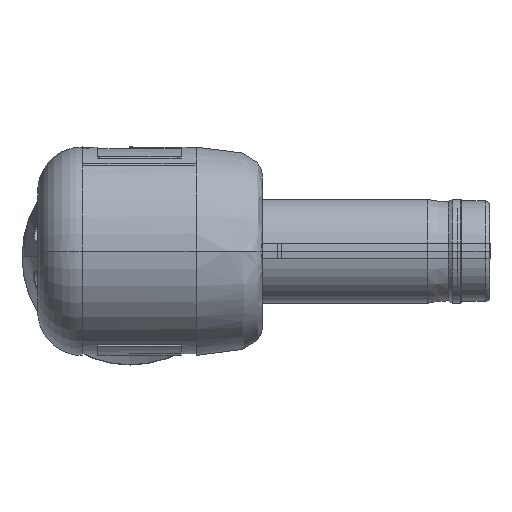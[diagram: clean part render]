
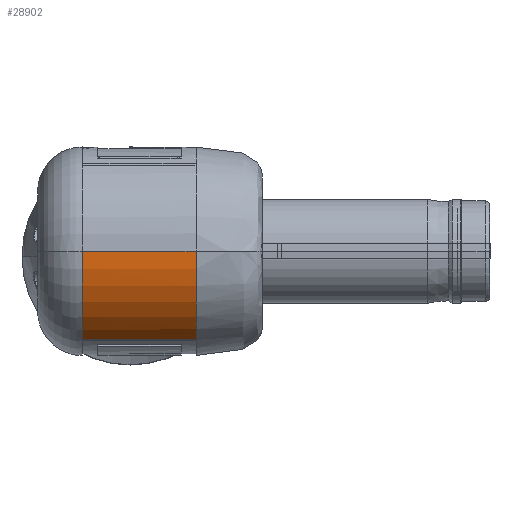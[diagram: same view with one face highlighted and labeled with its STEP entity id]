
A CAD part, top view. The second image highlights one B-rep face of the part: STEP entity #28902.
In plain terms, the highlighted cylindrical face has radius 5.5 mm (diameter 11 mm), a partial arc.
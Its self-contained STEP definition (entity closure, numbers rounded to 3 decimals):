
#63 = CARTESIAN_POINT ( 'NONE',  ( 0.983, -3.191, 1.992 ) ) ;
#348 = CARTESIAN_POINT ( 'NONE',  ( 0.774, -3.466, 1.463 ) ) ;
#416 = CARTESIAN_POINT ( 'NONE',  ( 1.25, -2.773, -2.524 ) ) ;
#589 = CARTESIAN_POINT ( 'NONE',  ( 0.682, -3.573, 1.179 ) ) ;
#1017 = CARTESIAN_POINT ( 'NONE',  ( 0.586, -3.682, 0.728 ) ) ;
#1160 = CARTESIAN_POINT ( 'NONE',  ( 0.561, -3.709, 0.573 ) ) ;
#1316 = CARTESIAN_POINT ( 'NONE',  ( 0.529, -3.744, 0.263 ) ) ;
#1421 = CARTESIAN_POINT ( 'NONE',  ( 0.522, -3.752, 0.107 ) ) ;
#1636 = DIRECTION ( 'NONE',  ( -1., 0., 0. ) ) ;
#1648 = CARTESIAN_POINT ( 'NONE',  ( 0.526, -3.748, -0.208 ) ) ;
#1763 = CARTESIAN_POINT ( 'NONE',  ( 0.537, -3.735, -0.368 ) ) ;
#2051 = CARTESIAN_POINT ( 'NONE',  ( -0.647, -4.702, 3.476 ) ) ;
#2224 = CARTESIAN_POINT ( 'NONE',  ( -6.353, -4.702, 3.476 ) ) ;
#2319 = CARTESIAN_POINT ( 'NONE',  ( 0.577, -3.692, -0.676 ) ) ;
#2720 = CARTESIAN_POINT ( 'NONE',  ( 0.675, -3.581, -1.124 ) ) ;
#2829 = CARTESIAN_POINT ( 'NONE',  ( 0.809, -3.419, -1.548 ) ) ;
#2860 = CARTESIAN_POINT ( 'NONE',  ( 0.717, -3.532, -1.27 ) ) ;
#3108 = B_SPLINE_CURVE_WITH_KNOTS ( 'NONE', 3,
 ( #7552, #4999, #4777, #4154, #4229, #3993, #2829, #2860, #2720, #3678, #2319, #1763, #1648, #1421, #1316, #1160, #1017, #589, #348, #63, #32062, #32033, #31956, #31929, #31855, #31827, #31750, #31725 ),
 .UNSPECIFIED., .F., .F.,
 ( 4, 2, 2, 2, 2, 2, 2, 2, 2, 2, 2, 2, 2, 4 ),
 ( 0.003, 0.004, 0.004, 0.005, 0.005, 0.006, 0.006, 0.006, 0.007, 0.008, 0.009, 0.01, 0.01, 0.011 ),
 .UNSPECIFIED. ) ;
#3483 = VECTOR ( 'NONE', #27435, 1000. ) ;
#3678 = CARTESIAN_POINT ( 'NONE',  ( 0.605, -3.661, -0.827 ) ) ;
#3993 = CARTESIAN_POINT ( 'NONE',  ( 0.859, -3.355, -1.682 ) ) ;
#4058 = CARTESIAN_POINT ( 'NONE',  ( 1.82, -1.397, 3.48 ) ) ;
#4154 = CARTESIAN_POINT ( 'NONE',  ( 1.02, -3.135, -2.063 ) ) ;
#4229 = CARTESIAN_POINT ( 'NONE',  ( 0.965, -3.213, -1.939 ) ) ;
#4777 = CARTESIAN_POINT ( 'NONE',  ( 1.134, -2.965, -2.301 ) ) ;
#4999 = CARTESIAN_POINT ( 'NONE',  ( 1.192, -2.872, -2.416 ) ) ;
#6187 = AXIS2_PLACEMENT_3D ( 'NONE', #16854, #24104, #1636 ) ;
#6899 = DIRECTION ( 'NONE',  ( 0., 0., 1. ) ) ;
#7134 = CARTESIAN_POINT ( 'NONE',  ( -6.353, -4.702, -2.524 ) ) ;
#7314 = EDGE_CURVE ( 'NONE', #23475, #19022, #14279, .T. ) ;
#7461 = EDGE_CURVE ( 'NONE', #12099, #19022, #13455, .T. ) ;
#7552 = CARTESIAN_POINT ( 'NONE',  ( 1.25, -2.773, -2.524 ) ) ;
#7661 = AXIS2_PLACEMENT_3D ( 'NONE', #13803, #17240, #13608 ) ;
#7770 = EDGE_CURVE ( 'NONE', #12099, #18735, #11571, .T. ) ;
#7877 = AXIS2_PLACEMENT_3D ( 'NONE', #24390, #24580, #24328 ) ;
#8028 = EDGE_CURVE ( 'NONE', #29012, #18735, #9602, .T. ) ;
#8080 = EDGE_CURVE ( 'NONE', #13160, #25961, #9395, .T. ) ;
#8126 = EDGE_CURVE ( 'NONE', #13160, #29790, #3108, .T. ) ;
#8832 = EDGE_LOOP ( 'NONE', ( #10509, #17746, #31115, #24970, #25400, #28558, #20638, #25252 ) ) ;
#9395 = CIRCLE ( 'NONE', #7661, 5.5 ) ;
#9534 = EDGE_CURVE ( 'NONE', #29790, #23475, #12884, .T. ) ;
#9602 = CIRCLE ( 'NONE', #7877, 5.5 ) ;
#10509 = ORIENTED_EDGE ( 'NONE', *, *, #9534, .T. ) ;
#11571 = LINE ( 'NONE', #7134, #30352 ) ;
#11580 = AXIS2_PLACEMENT_3D ( 'NONE', #17356, #17142, #17082 ) ;
#12099 = VERTEX_POINT ( 'NONE', #21575 ) ;
#12884 = CIRCLE ( 'NONE', #25151, 5.5 ) ;
#13160 = VERTEX_POINT ( 'NONE', #416 ) ;
#13455 = CIRCLE ( 'NONE', #11580, 5.5 ) ;
#13491 = VECTOR ( 'NONE', #22475, 1000. ) ;
#13608 = DIRECTION ( 'NONE',  ( -1., 0., 0. ) ) ;
#13803 = CARTESIAN_POINT ( 'NONE',  ( -3.5, 0., -2.524 ) ) ;
#14279 = LINE ( 'NONE', #22859, #13491 ) ;
#14805 = CARTESIAN_POINT ( 'NONE',  ( -0.647, -4.702, -2.524 ) ) ;
#15572 = CYLINDRICAL_SURFACE ( 'NONE', #6187, 5.5 ) ;
#16088 = FACE_OUTER_BOUND ( 'NONE', #8832, .T. ) ;
#16854 = CARTESIAN_POINT ( 'NONE',  ( -3.5, 0., -2.524 ) ) ;
#17082 = DIRECTION ( 'NONE',  ( -1., 0., 0. ) ) ;
#17142 = DIRECTION ( 'NONE',  ( 0., 0., -1. ) ) ;
#17240 = DIRECTION ( 'NONE',  ( 0., 0., -1. ) ) ;
#17356 = CARTESIAN_POINT ( 'NONE',  ( -3.5, 0., -2.524 ) ) ;
#17711 = CARTESIAN_POINT ( 'NONE',  ( -9., 0., 3.48 ) ) ;
#17746 = ORIENTED_EDGE ( 'NONE', *, *, #7314, .T. ) ;
#18049 = CARTESIAN_POINT ( 'NONE',  ( -0.647, -4.702, 3.476 ) ) ;
#18735 = VERTEX_POINT ( 'NONE', #2224 ) ;
#19022 = VERTEX_POINT ( 'NONE', #25707 ) ;
#20638 = ORIENTED_EDGE ( 'NONE', *, *, #8080, .F. ) ;
#21575 = CARTESIAN_POINT ( 'NONE',  ( -6.353, -4.702, -2.524 ) ) ;
#22475 = DIRECTION ( 'NONE',  ( 0., 0., -1. ) ) ;
#22764 = LINE ( 'NONE', #18049, #3483 ) ;
#22859 = CARTESIAN_POINT ( 'NONE',  ( -9., 0., -2.524 ) ) ;
#23475 = VERTEX_POINT ( 'NONE', #17711 ) ;
#24104 = DIRECTION ( 'NONE',  ( 0., 0., -1. ) ) ;
#24328 = DIRECTION ( 'NONE',  ( -0.519, -0.855, 0. ) ) ;
#24390 = CARTESIAN_POINT ( 'NONE',  ( -3.5, 0., 3.476 ) ) ;
#24580 = DIRECTION ( 'NONE',  ( 0., 0., -1. ) ) ;
#24970 = ORIENTED_EDGE ( 'NONE', *, *, #7770, .T. ) ;
#25151 = AXIS2_PLACEMENT_3D ( 'NONE', #28195, #28166, #28121 ) ;
#25252 = ORIENTED_EDGE ( 'NONE', *, *, #8126, .T. ) ;
#25400 = ORIENTED_EDGE ( 'NONE', *, *, #8028, .F. ) ;
#25707 = CARTESIAN_POINT ( 'NONE',  ( -9., 0., -2.524 ) ) ;
#25961 = VERTEX_POINT ( 'NONE', #14805 ) ;
#27435 = DIRECTION ( 'NONE',  ( 0., 0., -1. ) ) ;
#28121 = DIRECTION ( 'NONE',  ( -1., 0., 0. ) ) ;
#28166 = DIRECTION ( 'NONE',  ( 0., 0., -1. ) ) ;
#28195 = CARTESIAN_POINT ( 'NONE',  ( -3.5, 0., 3.48 ) ) ;
#28558 = ORIENTED_EDGE ( 'NONE', *, *, #32064, .T. ) ;
#28902 = ADVANCED_FACE ( 'NONE', ( #16088 ), #15572, .T. ) ;
#29012 = VERTEX_POINT ( 'NONE', #2051 ) ;
#29790 = VERTEX_POINT ( 'NONE', #4058 ) ;
#30352 = VECTOR ( 'NONE', #6899, 1000. ) ;
#31115 = ORIENTED_EDGE ( 'NONE', *, *, #7461, .F. ) ;
#31725 = CARTESIAN_POINT ( 'NONE',  ( 1.82, -1.397, 3.48 ) ) ;
#31750 = CARTESIAN_POINT ( 'NONE',  ( 1.782, -1.54, 3.423 ) ) ;
#31827 = CARTESIAN_POINT ( 'NONE',  ( 1.74, -1.678, 3.357 ) ) ;
#31855 = CARTESIAN_POINT ( 'NONE',  ( 1.648, -1.941, 3.212 ) ) ;
#31929 = CARTESIAN_POINT ( 'NONE',  ( 1.599, -2.066, 3.133 ) ) ;
#31956 = CARTESIAN_POINT ( 'NONE',  ( 1.443, -2.425, 2.875 ) ) ;
#32033 = CARTESIAN_POINT ( 'NONE',  ( 1.328, -2.645, 2.675 ) ) ;
#32062 = CARTESIAN_POINT ( 'NONE',  ( 1.098, -3.027, 2.233 ) ) ;
#32064 = EDGE_CURVE ( 'NONE', #29012, #25961, #22764, .T. ) ;
